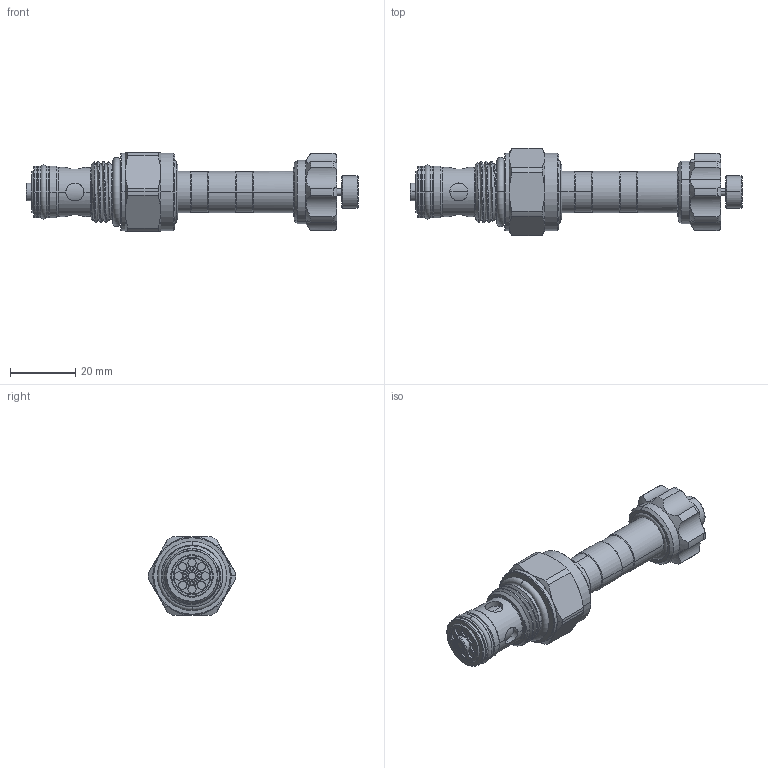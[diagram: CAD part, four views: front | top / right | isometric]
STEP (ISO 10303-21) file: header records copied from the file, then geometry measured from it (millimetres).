
FILE_DESCRIPTION (( 'STEP AP203' ), '1' );
FILE_NAME ('EP19E2A12P05.STEP', '2016-08-25T02:39:31', ( '' ), ( '' ), 'SwSTEP 2.0', 'SolidWorks 2012', '' );
FILE_SCHEMA (( 'CONFIG_CONTROL_DESIGN' ));
Length unit declared in the file: millimetre
Products named in the file (1): EP19E2A12P05
Bounding box: 101.6 x 26.7 x 24 mm (x, y, z)
Volume: 22599.8 mm3; surface area: 9053.4 mm2
Topology: 1 solids, 4 shells, 329 faces, 777 edges, 484 vertices
Faces by surface type: cylinder 151, cone 69, plane 69, torus 38, bspline 2
Entity records: 14570 total; most frequent: CARTESIAN_POINT 6834, DIRECTION 1720, ORIENTED_EDGE 1554, EDGE_CURVE 777, AXIS2_PLACEMENT_3D 740, VERTEX_POINT 484, CIRCLE 412, EDGE_LOOP 365
